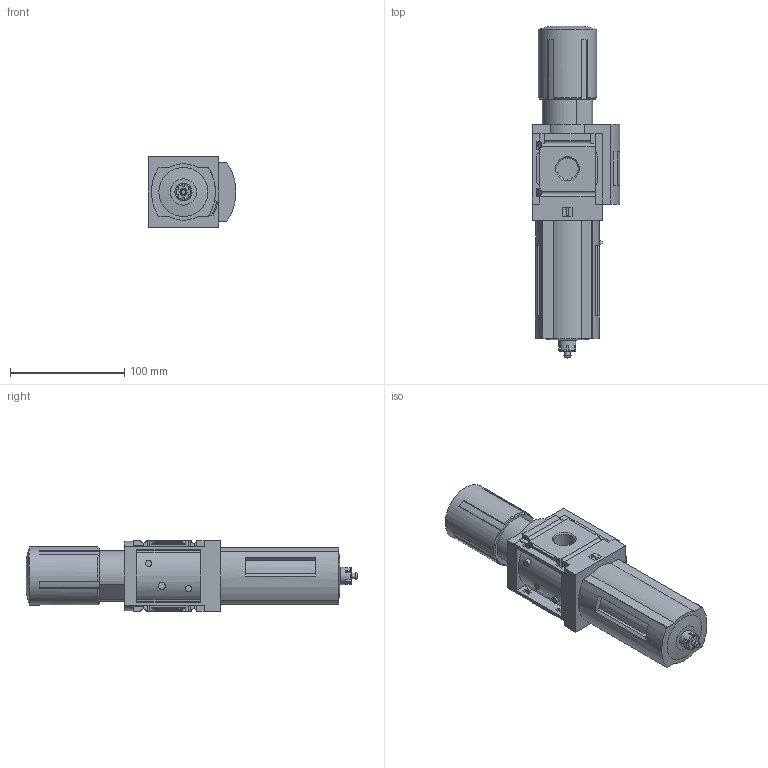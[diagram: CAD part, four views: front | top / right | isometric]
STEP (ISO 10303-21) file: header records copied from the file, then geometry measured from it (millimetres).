
FILE_DESCRIPTION(/* description */ ('STEP AP214'),/* implementation_level */ '2;1');
FILE_NAME(/* name */ '588774_MS6-LFR-1_2-D7-E-R-M',/* time_stamp */ '2024-09-10T18:16:47+02:00',/* author */ ('License CC BY-ND 4.0'),/* organization */ ('CADENAS'),/* preprocessor_version */ 'ST-DEVELOPER v19.3',/* originating_system */ 'PARTsolutions',/* authorisation */ ' ');
FILE_SCHEMA (('AUTOMOTIVE_DESIGN {1 0 10303 214 3 1 1}'));
Length unit declared in the file: millimetre
Products named in the file (3): 588774 MS6-LFR-1/2-D7-E-R-M; 526490 MS6-LFR-1/2-D7-ERM0D; KOND MS6-1-1
Assembly tree (2 placements, depth 2):
  588774 MS6-LFR-1/2-D7-E-R-M
    526490 MS6-LFR-1/2-D7-ERM0D
    KOND MS6-1-1
Bounding box: 77 x 290.8 x 62 mm (x, y, z)
Volume: 724440.7 mm3; surface area: 72758.4 mm2
Topology: 2 solids, 2 shells, 315 faces, 856 edges, 563 vertices
Faces by surface type: plane 231, cylinder 60, cone 14, torus 9, sphere 1
Full cylindrical faces by diameter (mm): 3.8 x1, 5 x1, 5.5 x2, 10 x1, 15 x1, 18.631 x2, 51 x1
Entity records: 11838 total; most frequent: CARTESIAN_POINT 1877, ORIENTED_EDGE 1672, DIRECTION 1617, EDGE_CURVE 836, LINE 599, VECTOR 599, VERTEX_POINT 559, AXIS2_PLACEMENT_3D 509
